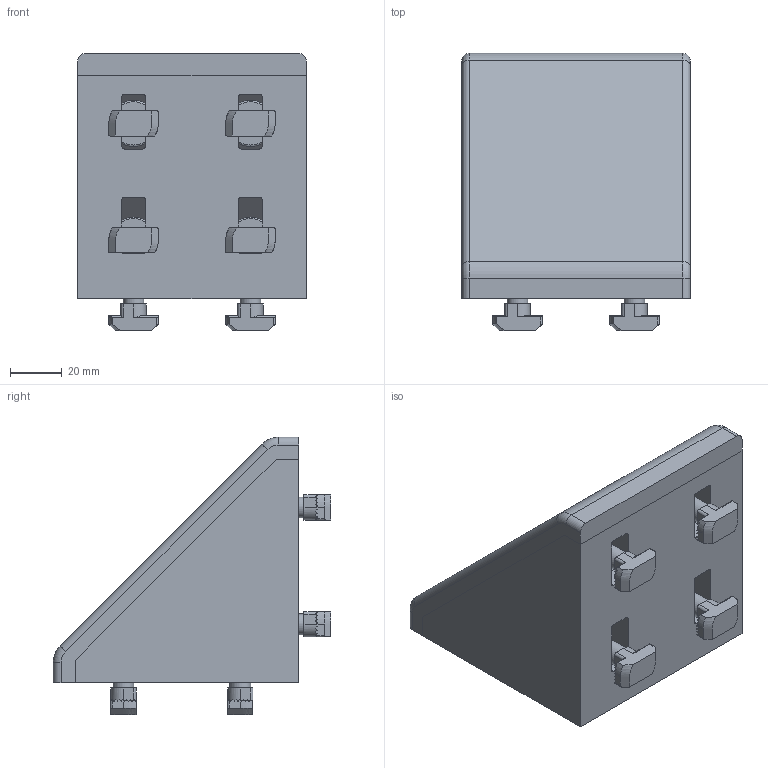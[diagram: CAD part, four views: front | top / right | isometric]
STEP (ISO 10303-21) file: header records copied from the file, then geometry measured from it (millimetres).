
FILE_DESCRIPTION(('STEP AP203'),'1');
FILE_NAME('FIXE10B1246.stp','2023-10-17T14:33:15',(' '),(' '),'Spatial InterOp 3D',' ',' ');
FILE_SCHEMA(('CONFIG_CONTROL_DESIGN'));
Length unit declared in the file: millimetre
Products named in the file (5): Kit équerre Eco 10 90x90x90 Al Brut avech caches et visserie; Cache Cache 8 90x90x90 noir; Ecrou rondelle M8; Vis tête marteau 10 M8x25 Ht 4.5; Equerre 10 90x90x90 Al brut
Assembly tree (18 placements, depth 2):
  Kit équerre Eco 10 90x90x90 Al Brut avech caches et visserie
    Cache Cache 8 90x90x90 noir
    Ecrou rondelle M8  x8
    Vis tête marteau 10 M8x25 Ht 4.5  x8
    Equerre 10 90x90x90 Al brut
Bounding box: 88 x 106.8 x 106.8 mm (x, y, z)
Volume: 281962.7 mm3; surface area: 90289 mm2
Topology: 18 solids, 18 shells, 870 faces, 2411 edges, 1586 vertices
Faces by surface type: plane 653, cylinder 125, cone 64, bspline 16, torus 12
Full cylindrical faces by diameter (mm): 6.8 x8, 8 x8
Entity records: 8437 total; most frequent: CARTESIAN_POINT 1284, DIRECTION 1132, ORIENTED_EDGE 1088, EDGE_CURVE 544, AXIS2_PLACEMENT_3D 398, VERTEX_POINT 361, LINE 336, VECTOR 336
